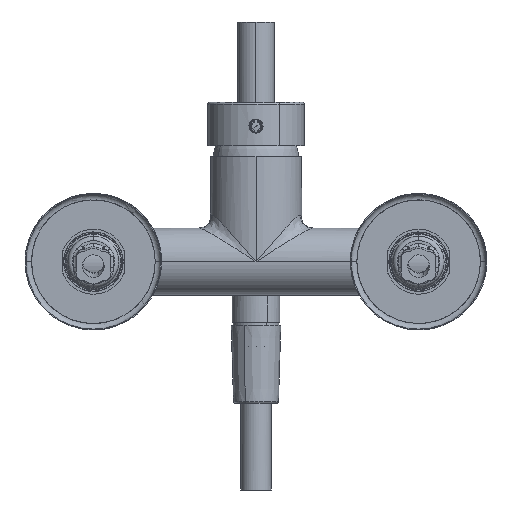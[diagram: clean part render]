
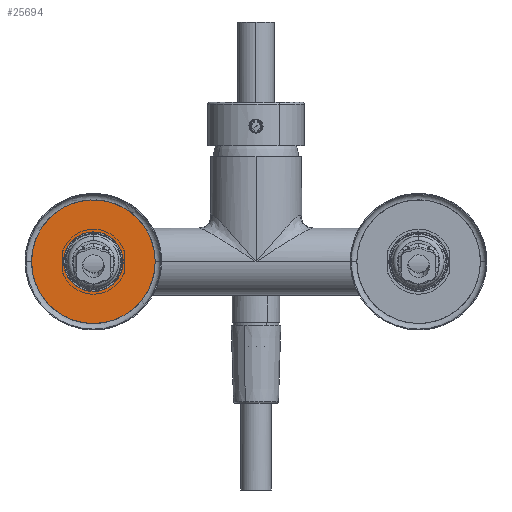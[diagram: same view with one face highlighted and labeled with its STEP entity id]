
A CAD part, front view. The second image highlights one B-rep face of the part: STEP entity #25694.
In plain terms, the highlighted planar face has unit normal (0, -1, 0).
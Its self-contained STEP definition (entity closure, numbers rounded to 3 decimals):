
#25552=CARTESIAN_POINT('Vertex',(-61.4,-48.4,0.5)) ;
#25556=CARTESIAN_POINT('Control Point',(-61.4,-48.4,0.5)) ;
#25557=CARTESIAN_POINT('Control Point',(-61.4,-48.4,2.636)) ;
#25558=CARTESIAN_POINT('Control Point',(-61.819,-48.4,4.773)) ;
#25559=CARTESIAN_POINT('Control Point',(-62.659,-48.4,6.799)) ;
#25560=CARTESIAN_POINT('Control Point',(-65.087,-48.4,10.413)) ;
#25561=CARTESIAN_POINT('Control Point',(-68.701,-48.4,12.841)) ;
#25562=CARTESIAN_POINT('Control Point',(-70.727,-48.4,13.681)) ;
#25563=CARTESIAN_POINT('Control Point',(-75.,-48.4,14.519)) ;
#25564=CARTESIAN_POINT('Control Point',(-79.273,-48.4,13.681)) ;
#25565=CARTESIAN_POINT('Control Point',(-81.299,-48.4,12.841)) ;
#25566=CARTESIAN_POINT('Control Point',(-84.913,-48.4,10.413)) ;
#25567=CARTESIAN_POINT('Control Point',(-87.341,-48.4,6.799)) ;
#25568=CARTESIAN_POINT('Control Point',(-88.181,-48.4,4.773)) ;
#25569=CARTESIAN_POINT('Control Point',(-88.6,-48.4,2.636)) ;
#25570=CARTESIAN_POINT('Control Point',(-88.6,-48.4,0.5)) ;
#25571=CARTESIAN_POINT('Vertex',(-88.6,-48.4,0.5)) ;
#25591=CARTESIAN_POINT('Axis2P3D Location',(-75.,-48.4,0.5)) ;
#25603=CARTESIAN_POINT('Axis2P3D Location',(-75.,-48.4,0.5)) ;
#25609=CARTESIAN_POINT('Control Point',(-103.5,-48.4,0.5)) ;
#25610=CARTESIAN_POINT('Control Point',(-103.5,-48.4,-2.115)) ;
#25611=CARTESIAN_POINT('Control Point',(-103.2,-48.4,-4.731)) ;
#25612=CARTESIAN_POINT('Control Point',(-102.6,-48.4,-7.3)) ;
#25613=CARTESIAN_POINT('Control Point',(-100.821,-48.4,-12.256)) ;
#25614=CARTESIAN_POINT('Control Point',(-97.967,-48.4,-16.679)) ;
#25615=CARTESIAN_POINT('Control Point',(-96.291,-48.4,-18.717)) ;
#25616=CARTESIAN_POINT('Control Point',(-92.501,-48.4,-22.372)) ;
#25617=CARTESIAN_POINT('Control Point',(-87.982,-48.4,-25.075)) ;
#25618=CARTESIAN_POINT('Control Point',(-85.577,-48.4,-26.159)) ;
#25619=CARTESIAN_POINT('Control Point',(-80.561,-48.4,-27.758)) ;
#25620=CARTESIAN_POINT('Control Point',(-75.313,-48.4,-28.179)) ;
#25621=CARTESIAN_POINT('Control Point',(-72.676,-48.4,-28.087)) ;
#25622=CARTESIAN_POINT('Control Point',(-67.47,-48.4,-27.298)) ;
#25623=CARTESIAN_POINT('Control Point',(-62.578,-48.4,-25.352)) ;
#25624=CARTESIAN_POINT('Control Point',(-60.255,-48.4,-24.101)) ;
#25625=CARTESIAN_POINT('Control Point',(-55.937,-48.4,-21.088)) ;
#25626=CARTESIAN_POINT('Control Point',(-52.413,-48.4,-17.176)) ;
#25627=CARTESIAN_POINT('Control Point',(-50.884,-48.4,-15.026)) ;
#25628=CARTESIAN_POINT('Control Point',(-48.543,-48.4,-10.768)) ;
#25629=CARTESIAN_POINT('Control Point',(-47.147,-48.4,-6.123)) ;
#25630=CARTESIAN_POINT('Control Point',(-46.717,-48.4,-3.939)) ;
#25631=CARTESIAN_POINT('Control Point',(-46.501,-48.4,-1.727)) ;
#25632=CARTESIAN_POINT('Control Point',(-46.5,-48.4,0.485)) ;
#25633=CARTESIAN_POINT('Vertex',(-103.5,-48.4,0.5)) ;
#25635=CARTESIAN_POINT('Vertex',(-46.5,-48.4,0.485)) ;
#25639=CARTESIAN_POINT('Control Point',(-46.5,-48.4,0.485)) ;
#25640=CARTESIAN_POINT('Control Point',(-46.5,-48.4,0.488)) ;
#25641=CARTESIAN_POINT('Control Point',(-46.5,-48.4,0.491)) ;
#25642=CARTESIAN_POINT('Control Point',(-46.5,-48.4,0.494)) ;
#25643=CARTESIAN_POINT('Control Point',(-46.5,-48.4,0.497)) ;
#25644=CARTESIAN_POINT('Control Point',(-46.5,-48.4,0.5)) ;
#25645=CARTESIAN_POINT('Vertex',(-46.5,-48.4,0.5)) ;
#25649=CARTESIAN_POINT('Control Point',(-46.5,-48.4,0.5)) ;
#25650=CARTESIAN_POINT('Control Point',(-46.5,-48.4,3.115)) ;
#25651=CARTESIAN_POINT('Control Point',(-46.8,-48.4,5.731)) ;
#25652=CARTESIAN_POINT('Control Point',(-47.4,-48.4,8.3)) ;
#25653=CARTESIAN_POINT('Control Point',(-49.179,-48.4,13.256)) ;
#25654=CARTESIAN_POINT('Control Point',(-52.033,-48.4,17.679)) ;
#25655=CARTESIAN_POINT('Control Point',(-53.709,-48.4,19.717)) ;
#25656=CARTESIAN_POINT('Control Point',(-57.499,-48.4,23.372)) ;
#25657=CARTESIAN_POINT('Control Point',(-62.018,-48.4,26.075)) ;
#25658=CARTESIAN_POINT('Control Point',(-64.423,-48.4,27.159)) ;
#25659=CARTESIAN_POINT('Control Point',(-69.439,-48.4,28.758)) ;
#25660=CARTESIAN_POINT('Control Point',(-74.687,-48.4,29.179)) ;
#25661=CARTESIAN_POINT('Control Point',(-77.324,-48.4,29.087)) ;
#25662=CARTESIAN_POINT('Control Point',(-82.53,-48.4,28.298)) ;
#25663=CARTESIAN_POINT('Control Point',(-87.422,-48.4,26.352)) ;
#25664=CARTESIAN_POINT('Control Point',(-89.745,-48.4,25.101)) ;
#25665=CARTESIAN_POINT('Control Point',(-94.063,-48.4,22.088)) ;
#25666=CARTESIAN_POINT('Control Point',(-97.587,-48.4,18.176)) ;
#25667=CARTESIAN_POINT('Control Point',(-99.116,-48.4,16.026)) ;
#25668=CARTESIAN_POINT('Control Point',(-101.457,-48.4,11.768)) ;
#25669=CARTESIAN_POINT('Control Point',(-102.853,-48.4,7.123)) ;
#25670=CARTESIAN_POINT('Control Point',(-103.283,-48.4,4.939)) ;
#25671=CARTESIAN_POINT('Control Point',(-103.499,-48.4,2.727)) ;
#25672=CARTESIAN_POINT('Control Point',(-103.5,-48.4,0.515)) ;
#25673=CARTESIAN_POINT('Vertex',(-103.5,-48.4,0.515)) ;
#25677=CARTESIAN_POINT('Control Point',(-103.5,-48.4,0.515)) ;
#25678=CARTESIAN_POINT('Control Point',(-103.5,-48.4,0.512)) ;
#25679=CARTESIAN_POINT('Control Point',(-103.5,-48.4,0.509)) ;
#25680=CARTESIAN_POINT('Control Point',(-103.5,-48.4,0.506)) ;
#25681=CARTESIAN_POINT('Control Point',(-103.5,-48.4,0.503)) ;
#25682=CARTESIAN_POINT('Control Point',(-103.5,-48.4,0.5)) ;
#25592=DIRECTION('Axis2P3D Direction',(0.,-1.,0.)) ;
#25604=DIRECTION('Axis2P3D Direction',(-0.,-1.,-0.)) ;
#25605=DIRECTION('Axis2P3D XDirection',(-1.,0.,0.)) ;
#25593=AXIS2_PLACEMENT_3D('Circle Axis2P3D',#25591,#25592,$) ;
#25606=AXIS2_PLACEMENT_3D('Plane Axis2P3D',#25603,#25604,#25605) ;
#25594=CIRCLE('generated circle',#25593,13.6) ;
#25607=PLANE('',#25606) ;
#25693=FACE_BOUND('',#25690,.T.) ;
#25573=EDGE_CURVE('',#25553,#25572,#25555,.T.) ;
#25595=EDGE_CURVE('',#25553,#25572,#25594,.F.) ;
#25637=EDGE_CURVE('',#25634,#25636,#25608,.T.) ;
#25647=EDGE_CURVE('',#25636,#25646,#25638,.T.) ;
#25675=EDGE_CURVE('',#25646,#25674,#25648,.T.) ;
#25683=EDGE_CURVE('',#25674,#25634,#25676,.T.) ;
#25685=ORIENTED_EDGE('',*,*,#25637,.T.) ;
#25686=ORIENTED_EDGE('',*,*,#25647,.T.) ;
#25687=ORIENTED_EDGE('',*,*,#25675,.T.) ;
#25688=ORIENTED_EDGE('',*,*,#25683,.T.) ;
#25691=ORIENTED_EDGE('',*,*,#25573,.F.) ;
#25692=ORIENTED_EDGE('',*,*,#25595,.T.) ;
#25684=EDGE_LOOP('',(#25685,#25686,#25687,#25688)) ;
#25690=EDGE_LOOP('',(#25691,#25692)) ;
#25553=VERTEX_POINT('',#25552) ;
#25572=VERTEX_POINT('',#25571) ;
#25634=VERTEX_POINT('',#25633) ;
#25636=VERTEX_POINT('',#25635) ;
#25646=VERTEX_POINT('',#25645) ;
#25674=VERTEX_POINT('',#25673) ;
#25694=ADVANCED_FACE('Product9_AllCATPart.1\\PR.0371.22_AllCATPart.1\\P30925.1\\PartBody',(#25689,#25693),#25607,.T.) ;
#25555=B_SPLINE_CURVE_WITH_KNOTS('',5,(#25556,#25557,#25558,#25559,#25560,#25561,#25562,#25563,#25564,#25565,#25566,#25567,#25568,#25569,#25570),.UNSPECIFIED.,.F.,.U.,(6,3,3,3,6),(-21.363,-10.681,0.,10.681,21.363),.UNSPECIFIED.) ;
#25608=B_SPLINE_CURVE_WITH_KNOTS('',5,(#25609,#25610,#25611,#25612,#25613,#25614,#25615,#25616,#25617,#25618,#25619,#25620,#25621,#25622,#25623,#25624,#25625,#25626,#25627,#25628,#25629,#25630,#25631,#25632),.UNSPECIFIED.,.F.,.U.,(6,3,3,3,3,3,3,6),(0.,18.493,36.986,55.479,73.972,92.465,110.959,126.6),.UNSPECIFIED.) ;
#25638=B_SPLINE_CURVE_WITH_KNOTS('',5,(#25639,#25640,#25641,#25642,#25643,#25644),.UNSPECIFIED.,.F.,.U.,(6,6),(126.6,126.621),.UNSPECIFIED.) ;
#25648=B_SPLINE_CURVE_WITH_KNOTS('',5,(#25649,#25650,#25651,#25652,#25653,#25654,#25655,#25656,#25657,#25658,#25659,#25660,#25661,#25662,#25663,#25664,#25665,#25666,#25667,#25668,#25669,#25670,#25671,#25672),.UNSPECIFIED.,.F.,.U.,(6,3,3,3,3,3,3,6),(0.,18.493,36.986,55.479,73.972,92.465,110.959,126.6),.UNSPECIFIED.) ;
#25676=B_SPLINE_CURVE_WITH_KNOTS('',5,(#25677,#25678,#25679,#25680,#25681,#25682),.UNSPECIFIED.,.F.,.U.,(6,6),(126.6,126.621),.UNSPECIFIED.) ;
#25689=FACE_OUTER_BOUND('',#25684,.T.) ;
